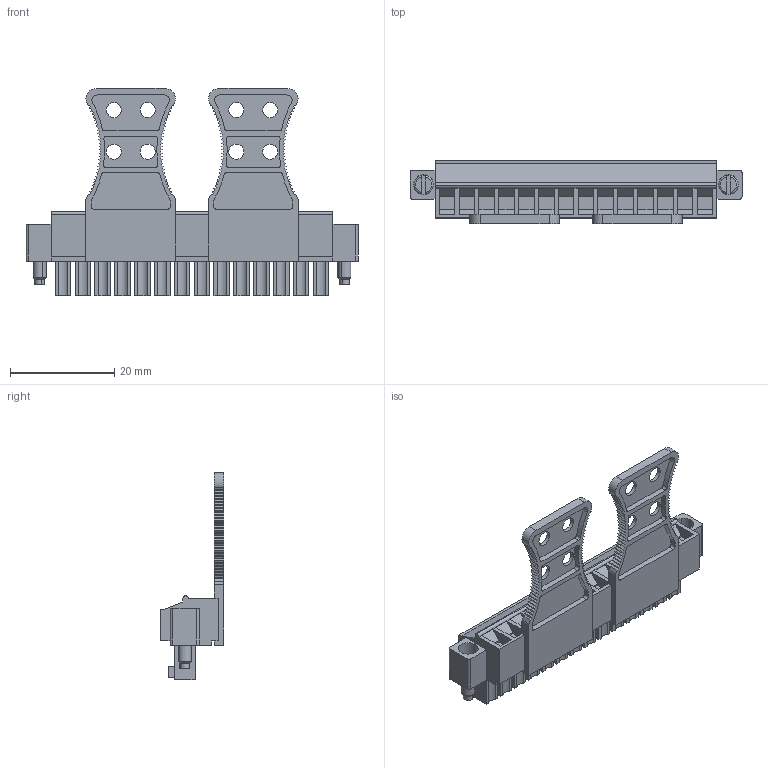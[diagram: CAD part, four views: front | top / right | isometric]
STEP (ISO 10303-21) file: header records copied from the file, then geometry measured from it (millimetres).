
FILE_DESCRIPTION(('CATIA V5 STEP Exchange','CAx-IF Rec.Pracs.--- Model Styling and Organization---1.2---2011-12-15'),'2;1');
FILE_NAME ('D1450075_0_1236670000_1236670000.stp','2018-09-19T13:31:55+00:00',('none'),('Weidmueller'),'CATIA Version 5-6 Release 2014','CATIA V5 STEP AP214','none');
FILE_SCHEMA(('AUTOMOTIVE_DESIGN { 1 0 10303 214 1 1 1 1 }'));
Length unit declared in the file: millimetre
Products named in the file (1): 1236670000
Bounding box: 63.73 x 12.2 x 39.75 mm (x, y, z)
Volume: 6567 mm3; surface area: 7723.6 mm2
Topology: 5 solids, 5 shells, 827 faces, 2233 edges, 1482 vertices
Faces by surface type: plane 625, cylinder 158, cone 36, torus 8
Entity records: 23925 total; most frequent: ORIENTED_EDGE 4466, CARTESIAN_POINT 4269, DIRECTION 3267, EDGE_CURVE 2233, VECTOR 1829, LINE 1829, VERTEX_POINT 1482, AXIS2_PLACEMENT_3D 918
